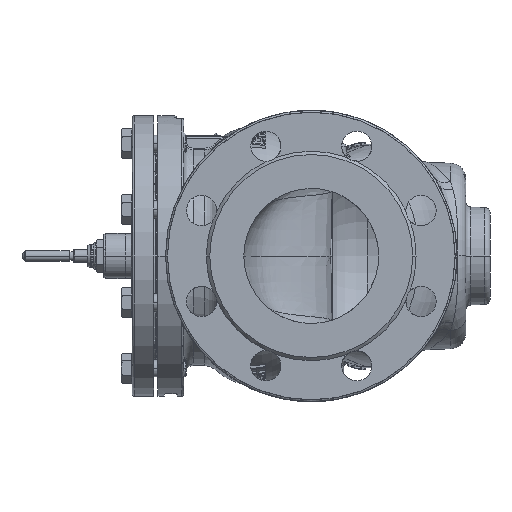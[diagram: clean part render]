
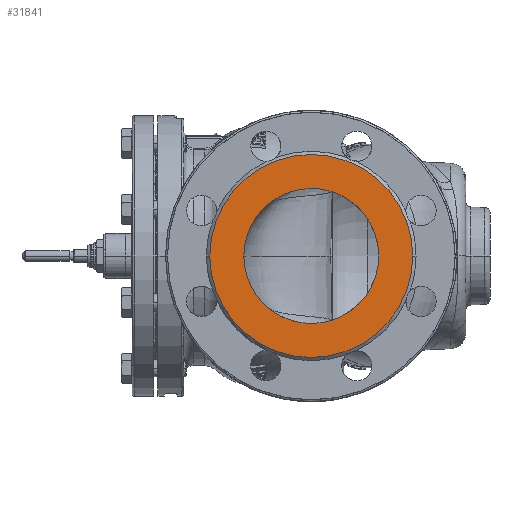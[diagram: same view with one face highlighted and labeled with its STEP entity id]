
A CAD part, left-side view. The second image highlights one B-rep face of the part: STEP entity #31841.
In plain terms, the highlighted planar face has unit normal (-1, 0, 0).
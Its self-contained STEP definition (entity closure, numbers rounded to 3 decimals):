
#2=CARTESIAN_POINT('',(-200.,62.5,0.));
#3=CARTESIAN_POINT('',(-200.,62.5,-3.383));
#4=CARTESIAN_POINT('',(-200.,61.943,-10.301));
#5=CARTESIAN_POINT('',(-200.,59.782,-18.802));
#6=CARTESIAN_POINT('',(-200.,57.266,-25.209));
#7=CARTESIAN_POINT('',(-200.,55.038,-29.757));
#8=CARTESIAN_POINT('',(-200.,52.94,-33.285));
#9=CARTESIAN_POINT('',(-200.,51.158,-35.929));
#10=CARTESIAN_POINT('',(-200.,49.992,-37.524));
#11=CARTESIAN_POINT('',(-200.,49.024,-38.774));
#12=CARTESIAN_POINT('',(-200.,48.01,-40.03));
#13=CARTESIAN_POINT('',(-200.,46.723,-41.533));
#14=CARTESIAN_POINT('',(-200.,45.151,-43.237));
#15=CARTESIAN_POINT('',(-200.,43.013,-45.388));
#16=CARTESIAN_POINT('',(-200.,40.257,-47.88));
#17=CARTESIAN_POINT('',(-200.,37.934,-49.693));
#18=CARTESIAN_POINT('',(-200.,36.737,-50.564));
#38=CARTESIAN_POINT('',(-200.,0.,-62.5));
#43=CARTESIAN_POINT('',(-200.,36.737,-50.564));
#44=CARTESIAN_POINT('',(-200.,36.056,-51.058));
#45=CARTESIAN_POINT('',(-200.,34.673,-52.021));
#46=CARTESIAN_POINT('',(-200.,31.832,-53.832));
#47=CARTESIAN_POINT('',(-200.,28.152,-55.877));
#48=CARTESIAN_POINT('',(-200.,23.574,-57.955));
#49=CARTESIAN_POINT('',(-200.,18.883,-59.648));
#50=CARTESIAN_POINT('',(-200.,14.129,-60.947));
#51=CARTESIAN_POINT('',(-200.,9.361,-61.858));
#52=CARTESIAN_POINT('',(-200.,4.63,-62.387));
#53=CARTESIAN_POINT('',(-200.,1.529,-62.5));
#54=CARTESIAN_POINT('',(-200.,0.,-62.5));
#56=CARTESIAN_POINT('',(-200.,36.737,-50.564));
#176=CARTESIAN_POINT('',(-200.,0.,-62.5));
#177=CARTESIAN_POINT('',(-200.,-2.7,-62.5));
#178=CARTESIAN_POINT('',(-200.,-6.615,-62.244));
#179=CARTESIAN_POINT('',(-200.,-11.592,-61.456));
#180=CARTESIAN_POINT('',(-200.,-15.211,-60.657));
#181=CARTESIAN_POINT('',(-200.,-18.723,-59.666));
#182=CARTESIAN_POINT('',(-200.,-22.137,-58.485));
#183=CARTESIAN_POINT('',(-200.,-25.463,-57.116));
#184=CARTESIAN_POINT('',(-200.,-29.788,-55.036));
#185=CARTESIAN_POINT('',(-200.,-35.005,-51.952));
#186=CARTESIAN_POINT('',(-200.,-40.983,-47.394));
#187=CARTESIAN_POINT('',(-200.,-45.699,-42.791));
#188=CARTESIAN_POINT('',(-200.,-49.268,-38.533));
#189=CARTESIAN_POINT('',(-200.,-51.674,-35.237));
#190=CARTESIAN_POINT('',(-200.,-53.917,-31.701));
#191=CARTESIAN_POINT('',(-200.,-56.699,-26.592));
#192=CARTESIAN_POINT('',(-200.,-59.729,-19.26));
#193=CARTESIAN_POINT('',(-200.,-62.029,-9.572));
#194=CARTESIAN_POINT('',(-200.,-62.5,-3.096));
#195=CARTESIAN_POINT('',(-200.,-62.5,0.));
#428=CARTESIAN_POINT('',(-200.,62.5,0.));
#430=CARTESIAN_POINT('',(-200.,36.737,50.564));
#431=CARTESIAN_POINT('',(-200.,37.934,49.693));
#432=CARTESIAN_POINT('',(-200.,40.257,47.88));
#433=CARTESIAN_POINT('',(-200.,43.013,45.388));
#434=CARTESIAN_POINT('',(-200.,45.151,43.237));
#435=CARTESIAN_POINT('',(-200.,46.723,41.533));
#436=CARTESIAN_POINT('',(-200.,48.01,40.03));
#437=CARTESIAN_POINT('',(-200.,49.024,38.774));
#438=CARTESIAN_POINT('',(-200.,49.992,37.524));
#439=CARTESIAN_POINT('',(-200.,51.158,35.929));
#440=CARTESIAN_POINT('',(-200.,52.94,33.285));
#441=CARTESIAN_POINT('',(-200.,55.038,29.757));
#442=CARTESIAN_POINT('',(-200.,57.266,25.209));
#443=CARTESIAN_POINT('',(-200.,59.782,18.802));
#444=CARTESIAN_POINT('',(-200.,61.943,10.301));
#445=CARTESIAN_POINT('',(-200.,62.5,3.383));
#446=CARTESIAN_POINT('',(-200.,62.5,0.));
#474=CARTESIAN_POINT('',(-200.,0.,0.));
#475=DIRECTION('',(1.,0.,0.));
#476=DIRECTION('',(0.,1.,0.));
#477=AXIS2_PLACEMENT_3D('',#474,#475,#476);
#13466=CARTESIAN_POINT('',(-200.,-62.5,0.));
#13467=CARTESIAN_POINT('',(-200.,-62.5,3.096));
#13468=CARTESIAN_POINT('',(-200.,-62.029,9.572));
#13469=CARTESIAN_POINT('',(-200.,-59.729,19.26));
#13470=CARTESIAN_POINT('',(-200.,-56.699,26.592));
#13471=CARTESIAN_POINT('',(-200.,-53.917,31.701));
#13472=CARTESIAN_POINT('',(-200.,-51.674,35.237));
#13473=CARTESIAN_POINT('',(-200.,-49.268,38.533));
#13474=CARTESIAN_POINT('',(-200.,-45.699,42.791));
#13475=CARTESIAN_POINT('',(-200.,-40.983,47.394));
#13476=CARTESIAN_POINT('',(-200.,-35.005,51.952));
#13477=CARTESIAN_POINT('',(-200.,-29.788,55.036));
#13478=CARTESIAN_POINT('',(-200.,-25.463,57.116));
#13479=CARTESIAN_POINT('',(-200.,-22.137,58.485));
#13480=CARTESIAN_POINT('',(-200.,-18.723,59.666));
#13481=CARTESIAN_POINT('',(-200.,-15.211,60.657));
#13482=CARTESIAN_POINT('',(-200.,-11.592,61.456));
#13483=CARTESIAN_POINT('',(-200.,-6.615,62.244));
#13484=CARTESIAN_POINT('',(-200.,-2.7,62.5));
#13485=CARTESIAN_POINT('',(-200.,0.,62.5));
#13487=CARTESIAN_POINT('',(-200.,-62.5,0.));
#13633=CARTESIAN_POINT('',(-200.,36.737,50.564));
#13635=CARTESIAN_POINT('',(-200.,0.,62.5));
#13636=CARTESIAN_POINT('',(-200.,1.529,62.5));
#13637=CARTESIAN_POINT('',(-200.,4.63,62.387));
#13638=CARTESIAN_POINT('',(-200.,9.361,61.858));
#13639=CARTESIAN_POINT('',(-200.,14.129,60.947));
#13640=CARTESIAN_POINT('',(-200.,18.883,59.648));
#13641=CARTESIAN_POINT('',(-200.,23.574,57.955));
#13642=CARTESIAN_POINT('',(-200.,28.152,55.877));
#13643=CARTESIAN_POINT('',(-200.,31.832,53.832));
#13644=CARTESIAN_POINT('',(-200.,34.673,52.021));
#13645=CARTESIAN_POINT('',(-200.,36.056,51.058));
#13646=CARTESIAN_POINT('',(-200.,36.737,50.564));
#13648=CARTESIAN_POINT('',(-200.,0.,62.5));
#15648=CARTESIAN_POINT('',(-200.,0.,0.));
#15649=DIRECTION('',(-1.,0.,0.));
#15650=DIRECTION('',(0.,1.,0.));
#15651=AXIS2_PLACEMENT_3D('',#15648,#15649,#15650);
#28954=VERTEX_POINT('',#13648);
#28956=VERTEX_POINT('',#38);
#28957=VERTEX_POINT('',#56);
#28958=VERTEX_POINT('',#428);
#28959=VERTEX_POINT('',#13633);
#28960=VERTEX_POINT('',#13487);
#28999=CARTESIAN_POINT('',(-200.,94.,0.));
#29001=VERTEX_POINT('',#28999);
#29003=CARTESIAN_POINT('',(-200.,-94.,0.));
#29005=VERTEX_POINT('',#29003);
#31820=CARTESIAN_POINT('',(-200.,0.,0.));
#31821=DIRECTION('',(1.,0.,0.));
#31822=DIRECTION('',(0.,-1.,0.));
#31823=AXIS2_PLACEMENT_3D('',#31820,#31821,#31822);
#31824=PLANE('',#31823);
#31826=ORIENTED_EDGE('',*,*,#31825,.T.);
#31828=ORIENTED_EDGE('',*,*,#31827,.F.);
#31829=EDGE_LOOP('',(#31826,#31828));
#31830=FACE_OUTER_BOUND('',#31829,.F.);
#31831=ORIENTED_EDGE('',*,*,#29611,.T.);
#31832=ORIENTED_EDGE('',*,*,#30019,.T.);
#31833=ORIENTED_EDGE('',*,*,#30700,.T.);
#31835=ORIENTED_EDGE('',*,*,#31834,.T.);
#31837=ORIENTED_EDGE('',*,*,#31836,.T.);
#31838=ORIENTED_EDGE('',*,*,#31812,.T.);
#31839=EDGE_LOOP('',(#31831,#31832,#31833,#31835,#31837,#31838));
#31840=FACE_BOUND('',#31839,.F.);
#31841=ADVANCED_FACE('',(#31830,#31840),#31824,.F.);
#19=B_SPLINE_CURVE_WITH_KNOTS('',3,(#2,#3,#4,#5,#6,#7,#8,#9,#10,#11,#12,#13,#14,
#15,#16,#17,#18),.UNSPECIFIED.,.F.,.F.,(4,1,1,1,1,1,1,1,1,1,1,1,1,1,4),(0.,
0.163,0.326,0.407,0.488,
0.57,0.611,0.651,0.673,
0.695,0.738,0.782,0.826,
0.913,1.),.UNSPECIFIED.);
#55=B_SPLINE_CURVE_WITH_KNOTS('',3,(#43,#44,#45,#46,#47,#48,#49,#50,#51,#52,#53,
#54),.UNSPECIFIED.,.F.,.F.,(4,1,1,1,1,1,1,1,1,4),(0.,0.063,0.125,0.25,
0.375,0.5,0.625,0.75,0.875,1.),.UNSPECIFIED.);
#196=B_SPLINE_CURVE_WITH_KNOTS('',3,(#176,#177,#178,#179,#180,#181,#182,#183,
#184,#185,#186,#187,#188,#189,#190,#191,#192,#193,#194,#195),.UNSPECIFIED.,.F.,
.F.,(4,1,1,1,1,1,1,1,1,1,1,1,1,1,1,1,1,4),(0.,0.087,
0.131,0.175,0.218,0.262,
0.306,0.349,0.437,0.524,
0.611,0.655,0.699,0.736,
0.774,0.849,0.925,1.),.UNSPECIFIED.);
#447=B_SPLINE_CURVE_WITH_KNOTS('',3,(#430,#431,#432,#433,#434,#435,#436,#437,
#438,#439,#440,#441,#442,#443,#444,#445,#446),.UNSPECIFIED.,.F.,.F.,(4,1,1,1,1,
1,1,1,1,1,1,1,1,1,4),(0.,0.087,0.174,
0.218,0.262,0.305,0.327,
0.349,0.389,0.43,0.512,
0.593,0.674,0.837,1.),.UNSPECIFIED.);
#478=CIRCLE('',#477,94.);
#13486=B_SPLINE_CURVE_WITH_KNOTS('',3,(#13466,#13467,#13468,#13469,#13470,
#13471,#13472,#13473,#13474,#13475,#13476,#13477,#13478,#13479,#13480,#13481,
#13482,#13483,#13484,#13485),.UNSPECIFIED.,.F.,.F.,(4,1,1,1,1,1,1,1,1,1,1,1,1,1,
1,1,1,4),(0.,0.075,0.151,0.226,
0.264,0.301,0.345,0.389,
0.476,0.563,0.651,0.694,
0.738,0.782,0.825,0.869,
0.913,1.),.UNSPECIFIED.);
#13647=B_SPLINE_CURVE_WITH_KNOTS('',3,(#13635,#13636,#13637,#13638,#13639,
#13640,#13641,#13642,#13643,#13644,#13645,#13646),.UNSPECIFIED.,.F.,.F.,(4,1,1,
1,1,1,1,1,1,4),(0.,0.125,0.25,0.375,0.5,0.625,0.75,0.875,
0.938,1.),.UNSPECIFIED.);
#15652=CIRCLE('',#15651,94.);
#29611=EDGE_CURVE('',#28958,#28957,#19,.T.);
#30019=EDGE_CURVE('',#28957,#28956,#55,.T.);
#30700=EDGE_CURVE('',#28956,#28960,#196,.T.);
#31812=EDGE_CURVE('',#28959,#28958,#447,.T.);
#31825=EDGE_CURVE('',#29001,#29005,#478,.T.);
#31827=EDGE_CURVE('',#29001,#29005,#15652,.T.);
#31834=EDGE_CURVE('',#28960,#28954,#13486,.T.);
#31836=EDGE_CURVE('',#28954,#28959,#13647,.T.);
